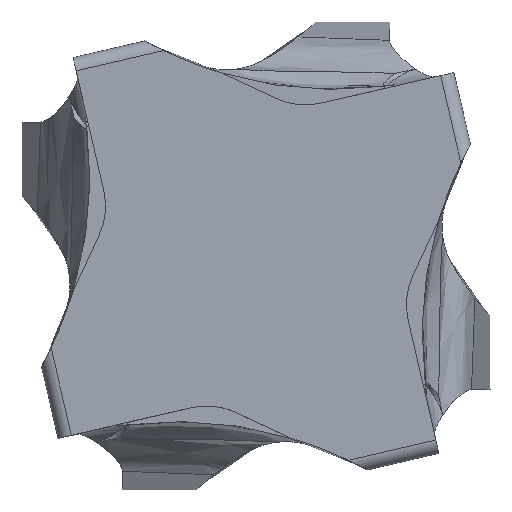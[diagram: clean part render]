
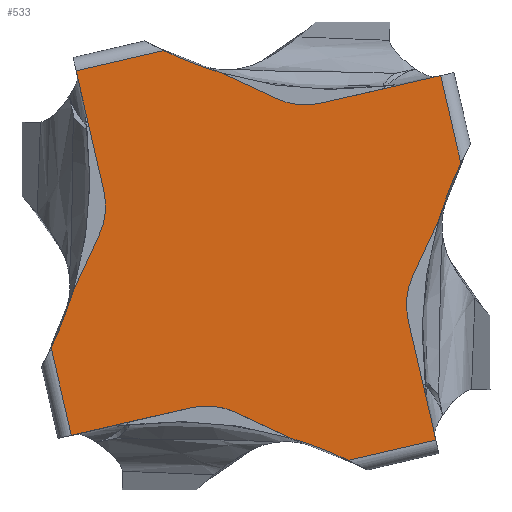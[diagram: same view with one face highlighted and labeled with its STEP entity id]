
A CAD part, top view. The second image highlights one B-rep face of the part: STEP entity #533.
In plain terms, the highlighted planar face has unit normal (0, 0, 1).
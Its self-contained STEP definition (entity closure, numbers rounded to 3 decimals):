
#100=PLANE('',#2318);
#155=CIRCLE('',#2310,2.);
#156=CIRCLE('',#2311,11.5);
#157=CIRCLE('',#2312,2.);
#158=CIRCLE('',#2313,11.5);
#159=CIRCLE('',#2314,2.);
#160=CIRCLE('',#2315,11.5);
#161=CIRCLE('',#2316,2.);
#162=CIRCLE('',#2317,11.5);
#238=LINE('',#4156,#385);
#239=LINE('',#4160,#386);
#240=LINE('',#4162,#387);
#241=LINE('',#4166,#388);
#242=LINE('',#4170,#389);
#243=LINE('',#4172,#390);
#244=LINE('',#4176,#391);
#245=LINE('',#4180,#392);
#246=LINE('',#4182,#393);
#247=LINE('',#4186,#394);
#248=LINE('',#4190,#395);
#249=LINE('',#4192,#396);
#385=VECTOR('',#2541,1.);
#386=VECTOR('',#2544,1.);
#387=VECTOR('',#2545,1.);
#388=VECTOR('',#2548,1.);
#389=VECTOR('',#2551,1.);
#390=VECTOR('',#2552,1.);
#391=VECTOR('',#2555,1.);
#392=VECTOR('',#2558,1.);
#393=VECTOR('',#2559,1.);
#394=VECTOR('',#2562,1.);
#395=VECTOR('',#2565,1.);
#396=VECTOR('',#2566,1.);
#533=ADVANCED_FACE('',(#663),#100,.F.);
#663=FACE_OUTER_BOUND('',#781,.T.);
#781=EDGE_LOOP('',(#1022,#1023,#1024,#1025,#1026,#1027,#1028,#1029,#1030,
#1031,#1032,#1033,#1034,#1035,#1036,#1037,#1038,#1039,#1040,#1041));
#1022=ORIENTED_EDGE('',*,*,#1863,.F.);
#1023=ORIENTED_EDGE('',*,*,#1864,.T.);
#1024=ORIENTED_EDGE('',*,*,#1865,.F.);
#1025=ORIENTED_EDGE('',*,*,#1866,.T.);
#1026=ORIENTED_EDGE('',*,*,#1867,.T.);
#1027=ORIENTED_EDGE('',*,*,#1868,.F.);
#1028=ORIENTED_EDGE('',*,*,#1869,.T.);
#1029=ORIENTED_EDGE('',*,*,#1870,.F.);
#1030=ORIENTED_EDGE('',*,*,#1871,.T.);
#1031=ORIENTED_EDGE('',*,*,#1872,.T.);
#1032=ORIENTED_EDGE('',*,*,#1873,.F.);
#1033=ORIENTED_EDGE('',*,*,#1874,.T.);
#1034=ORIENTED_EDGE('',*,*,#1875,.F.);
#1035=ORIENTED_EDGE('',*,*,#1876,.T.);
#1036=ORIENTED_EDGE('',*,*,#1877,.T.);
#1037=ORIENTED_EDGE('',*,*,#1878,.F.);
#1038=ORIENTED_EDGE('',*,*,#1879,.T.);
#1039=ORIENTED_EDGE('',*,*,#1880,.F.);
#1040=ORIENTED_EDGE('',*,*,#1881,.T.);
#1041=ORIENTED_EDGE('',*,*,#1882,.T.);
#1622=VERTEX_POINT('',#4154);
#1623=VERTEX_POINT('',#4155);
#1624=VERTEX_POINT('',#4157);
#1625=VERTEX_POINT('',#4159);
#1626=VERTEX_POINT('',#4161);
#1627=VERTEX_POINT('',#4163);
#1628=VERTEX_POINT('',#4165);
#1629=VERTEX_POINT('',#4167);
#1630=VERTEX_POINT('',#4169);
#1631=VERTEX_POINT('',#4171);
#1632=VERTEX_POINT('',#4173);
#1633=VERTEX_POINT('',#4175);
#1634=VERTEX_POINT('',#4177);
#1635=VERTEX_POINT('',#4179);
#1636=VERTEX_POINT('',#4181);
#1637=VERTEX_POINT('',#4183);
#1638=VERTEX_POINT('',#4185);
#1639=VERTEX_POINT('',#4187);
#1640=VERTEX_POINT('',#4189);
#1641=VERTEX_POINT('',#4191);
#1863=EDGE_CURVE('',#1622,#1623,#155,.T.);
#1864=EDGE_CURVE('',#1622,#1624,#238,.T.);
#1865=EDGE_CURVE('',#1625,#1624,#156,.T.);
#1866=EDGE_CURVE('',#1625,#1626,#239,.T.);
#1867=EDGE_CURVE('',#1626,#1627,#240,.T.);
#1868=EDGE_CURVE('',#1628,#1627,#157,.T.);
#1869=EDGE_CURVE('',#1628,#1629,#241,.T.);
#1870=EDGE_CURVE('',#1630,#1629,#158,.T.);
#1871=EDGE_CURVE('',#1630,#1631,#242,.T.);
#1872=EDGE_CURVE('',#1631,#1632,#243,.T.);
#1873=EDGE_CURVE('',#1633,#1632,#159,.T.);
#1874=EDGE_CURVE('',#1633,#1634,#244,.T.);
#1875=EDGE_CURVE('',#1635,#1634,#160,.T.);
#1876=EDGE_CURVE('',#1635,#1636,#245,.T.);
#1877=EDGE_CURVE('',#1636,#1637,#246,.T.);
#1878=EDGE_CURVE('',#1638,#1637,#161,.T.);
#1879=EDGE_CURVE('',#1638,#1639,#247,.T.);
#1880=EDGE_CURVE('',#1640,#1639,#162,.T.);
#1881=EDGE_CURVE('',#1640,#1641,#248,.T.);
#1882=EDGE_CURVE('',#1641,#1623,#249,.T.);
#2310=AXIS2_PLACEMENT_3D('',#4153,#2539,#2540);
#2311=AXIS2_PLACEMENT_3D('',#4158,#2542,#2543);
#2312=AXIS2_PLACEMENT_3D('',#4164,#2546,#2547);
#2313=AXIS2_PLACEMENT_3D('',#4168,#2549,#2550);
#2314=AXIS2_PLACEMENT_3D('',#4174,#2553,#2554);
#2315=AXIS2_PLACEMENT_3D('',#4178,#2556,#2557);
#2316=AXIS2_PLACEMENT_3D('',#4184,#2560,#2561);
#2317=AXIS2_PLACEMENT_3D('',#4188,#2563,#2564);
#2318=AXIS2_PLACEMENT_3D('',#4193,#2567,#2568);
#2539=DIRECTION('',(0.,0.,1.));
#2540=DIRECTION('',(-0.974,-0.225,0.));
#2541=DIRECTION('',(0.906,-0.423,0.));
#2542=DIRECTION('',(0.,0.,1.));
#2543=DIRECTION('',(-0.974,-0.225,0.));
#2544=DIRECTION('',(0.974,0.225,0.));
#2545=DIRECTION('',(-0.225,0.974,0.));
#2546=DIRECTION('',(0.,0.,1.));
#2547=DIRECTION('',(0.225,-0.974,0.));
#2548=DIRECTION('',(0.423,0.906,0.));
#2549=DIRECTION('',(0.,0.,1.));
#2550=DIRECTION('',(0.225,-0.974,0.));
#2551=DIRECTION('',(-0.225,0.974,0.));
#2552=DIRECTION('',(-0.974,-0.225,0.));
#2553=DIRECTION('',(0.,0.,1.));
#2554=DIRECTION('',(0.974,0.225,0.));
#2555=DIRECTION('',(-0.906,0.423,0.));
#2556=DIRECTION('',(0.,0.,1.));
#2557=DIRECTION('',(0.974,0.225,0.));
#2558=DIRECTION('',(-0.974,-0.225,0.));
#2559=DIRECTION('',(0.225,-0.974,0.));
#2560=DIRECTION('',(0.,0.,1.));
#2561=DIRECTION('',(-0.225,0.974,0.));
#2562=DIRECTION('',(-0.423,-0.906,0.));
#2563=DIRECTION('',(0.,0.,1.));
#2564=DIRECTION('',(-0.225,0.974,0.));
#2565=DIRECTION('',(0.225,-0.974,0.));
#2566=DIRECTION('',(0.974,0.225,0.));
#2567=DIRECTION('',(0.,0.,-1.));
#2568=DIRECTION('',(-0.225,0.974,0.));
#4153=CARTESIAN_POINT('',(-1.439,-6.387,0.));
#4154=CARTESIAN_POINT('',(-0.593,-4.575,0.));
#4155=CARTESIAN_POINT('',(-1.889,-4.439,0.));
#4156=CARTESIAN_POINT('',(-1.82,-4.003,0.));
#4157=CARTESIAN_POINT('',(1.017,-5.326,0.));
#4158=CARTESIAN_POINT('',(-2.282,-16.342,0.));
#4159=CARTESIAN_POINT('',(2.693,-5.974,0.));
#4160=CARTESIAN_POINT('',(-4.498,-7.634,0.));
#4161=CARTESIAN_POINT('',(5.246,-5.385,0.));
#4162=CARTESIAN_POINT('',(5.352,-5.846,0.));
#4163=CARTESIAN_POINT('',(4.439,-1.889,0.));
#4164=CARTESIAN_POINT('',(6.387,-1.439,0.));
#4165=CARTESIAN_POINT('',(4.575,-0.593,0.));
#4166=CARTESIAN_POINT('',(4.003,-1.82,0.));
#4167=CARTESIAN_POINT('',(5.326,1.017,0.));
#4168=CARTESIAN_POINT('',(16.342,-2.282,0.));
#4169=CARTESIAN_POINT('',(5.974,2.693,0.));
#4170=CARTESIAN_POINT('',(7.634,-4.498,0.));
#4171=CARTESIAN_POINT('',(5.385,5.246,0.));
#4172=CARTESIAN_POINT('',(5.846,5.352,0.));
#4173=CARTESIAN_POINT('',(1.889,4.439,0.));
#4174=CARTESIAN_POINT('',(1.439,6.387,0.));
#4175=CARTESIAN_POINT('',(0.593,4.575,0.));
#4176=CARTESIAN_POINT('',(1.82,4.003,0.));
#4177=CARTESIAN_POINT('',(-1.017,5.326,0.));
#4178=CARTESIAN_POINT('',(2.282,16.342,0.));
#4179=CARTESIAN_POINT('',(-2.693,5.974,0.));
#4180=CARTESIAN_POINT('',(4.498,7.634,0.));
#4181=CARTESIAN_POINT('',(-5.246,5.385,0.));
#4182=CARTESIAN_POINT('',(-5.352,5.846,0.));
#4183=CARTESIAN_POINT('',(-4.439,1.889,0.));
#4184=CARTESIAN_POINT('',(-6.387,1.439,0.));
#4185=CARTESIAN_POINT('',(-4.575,0.593,0.));
#4186=CARTESIAN_POINT('',(-4.003,1.82,0.));
#4187=CARTESIAN_POINT('',(-5.326,-1.017,0.));
#4188=CARTESIAN_POINT('',(-16.342,2.282,0.));
#4189=CARTESIAN_POINT('',(-5.974,-2.693,0.));
#4190=CARTESIAN_POINT('',(-7.634,4.498,0.));
#4191=CARTESIAN_POINT('',(-5.385,-5.246,0.));
#4192=CARTESIAN_POINT('',(-5.846,-5.352,0.));
#4193=CARTESIAN_POINT('',(-0.007,-7.083,0.));
